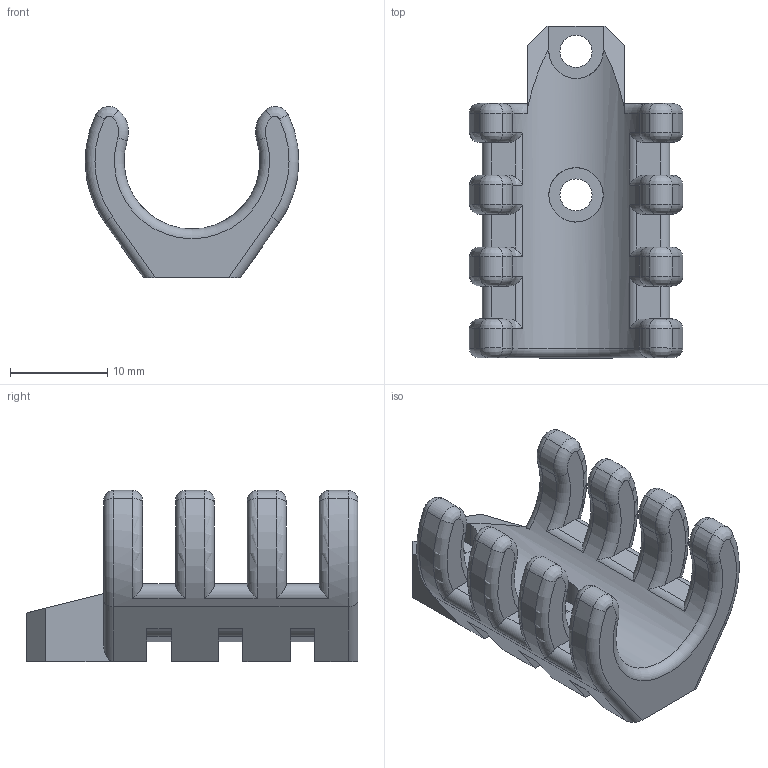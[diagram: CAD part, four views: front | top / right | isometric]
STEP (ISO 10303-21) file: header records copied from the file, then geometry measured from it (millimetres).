
FILE_DESCRIPTION(/* description */ (''),/* implementation_level */ '2;1');
FILE_NAME(/* name */ 'cable_guide.step',/* time_stamp */ '2022-06-27T14:13:50+01:00',/* author */ (''),/* organization */ (''),/* preprocessor_version */ 'ST-DEVELOPER v19',/* originating_system */ 'Autodesk Translation Framework v11.7.0.108',/* authorisation */ '');
FILE_SCHEMA (('AUTOMOTIVE_DESIGN { 1 0 10303 214 3 1 1 }'));
Length unit declared in the file: millimetre
Products named in the file (1): cable_guide
Bounding box: 22 x 34.2 x 17.63 mm (x, y, z)
Volume: 3764.2 mm3; surface area: 2954 mm2
Topology: 1 solids, 1 shells, 155 faces, 403 edges, 251 vertices
Faces by surface type: cylinder 48, torus 47, plane 44, bspline 16
Full cylindrical faces by diameter (mm): 3.3 x2, 5.6 x1
Entity records: 5305 total; most frequent: CARTESIAN_POINT 1427, DIRECTION 862, ORIENTED_EDGE 806, EDGE_CURVE 403, AXIS2_PLACEMENT_3D 360, VERTEX_POINT 251, CIRCLE 214, EDGE_LOOP 160
